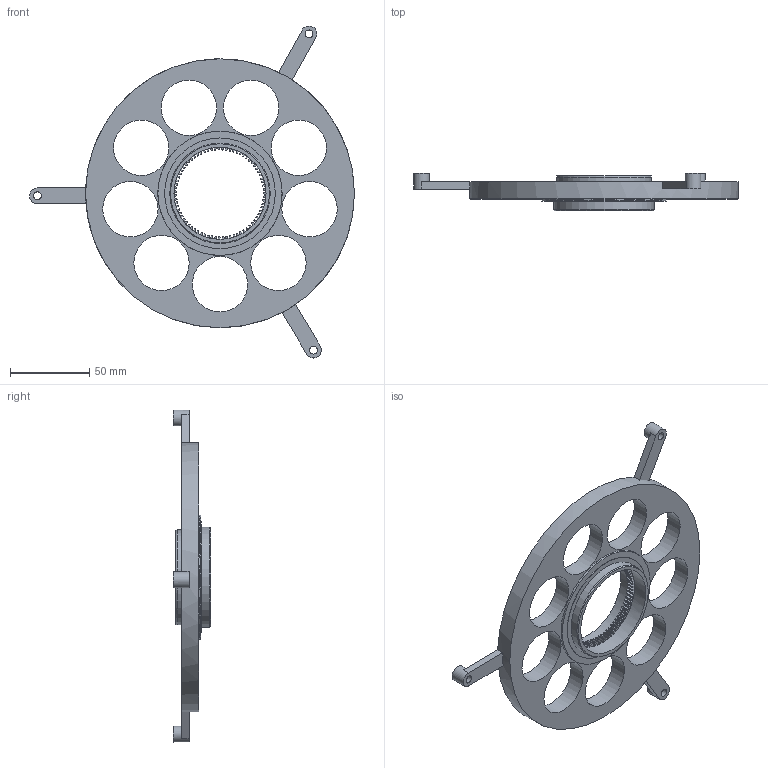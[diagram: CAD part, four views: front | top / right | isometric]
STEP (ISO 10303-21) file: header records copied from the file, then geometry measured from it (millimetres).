
FILE_DESCRIPTION(/* description */ (''),/* implementation_level */ '2;1');
FILE_NAME(/* name */ 'ACWA-0002_couronne_2_400.step',/* time_stamp */ '2025-04-07T16:38:50+02:00',/* author */ (''),/* organization */ (''),/* preprocessor_version */ 'ST-DEVELOPER v20.1',/* originating_system */ 'Autodesk Translation Framework v14.4.0.0',/* authorisation */ '');
FILE_SCHEMA (('AUTOMOTIVE_DESIGN { 1 0 10303 214 3 1 1 }'));
Length unit declared in the file: millimetre
Products named in the file (1): ACWA-0002_couronne_2_300
Bounding box: 205.39 x 23.7 x 209.86 mm (x, y, z)
Volume: 136943.5 mm3; surface area: 51996.9 mm2
Topology: 1 solids, 1 shells, 668 faces, 1980 edges, 1320 vertices
Faces by surface type: cylinder 484, bspline 150, plane 32, cone 2
Full cylindrical faces by diameter (mm): 5 x3, 10 x3, 35 x9, 58.2 x2, 60 x1, 63.5 x1, 70 x1, 78.5 x1, 170 x1
Entity records: 23930 total; most frequent: CARTESIAN_POINT 5991, ORIENTED_EDGE 3960, DIRECTION 3720, EDGE_CURVE 1980, AXIS2_PLACEMENT_3D 1521, VERTEX_POINT 1320, CIRCLE 1002, EDGE_LOOP 700
